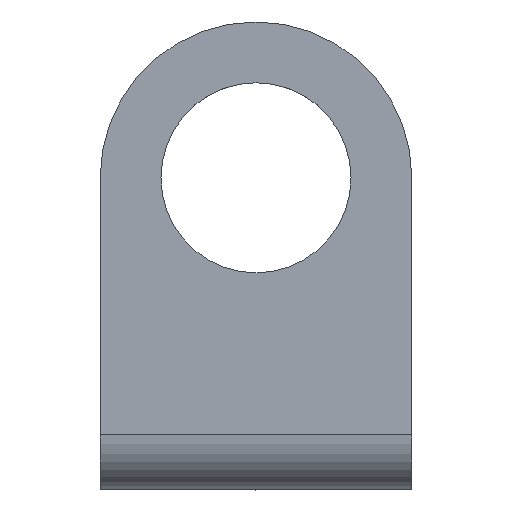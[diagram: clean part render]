
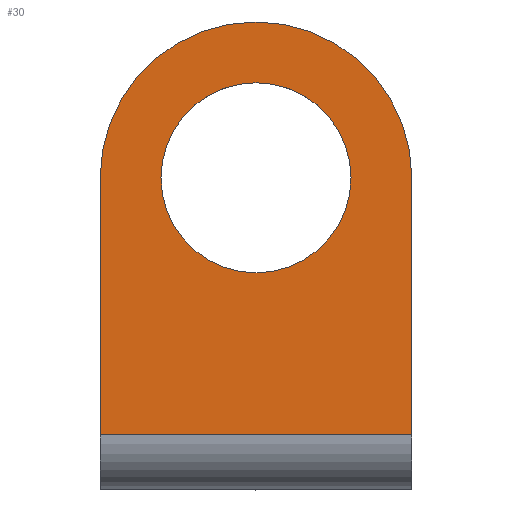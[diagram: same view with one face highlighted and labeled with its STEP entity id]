
A CAD part, top view. The second image highlights one B-rep face of the part: STEP entity #30.
In plain terms, the highlighted planar face has unit normal (0, 0, 1).
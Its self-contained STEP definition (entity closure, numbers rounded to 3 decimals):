
#17 = ORIENTED_EDGE ( 'NONE', *, *, #44, .T. ) ;
#18 = ORIENTED_EDGE ( 'NONE', *, *, #28, .F. ) ;
#19 = ORIENTED_EDGE ( 'NONE', *, *, #312, .F. ) ;
#20 = VERTEX_POINT ( 'NONE', #347 ) ;
#21 = EDGE_LOOP ( 'NONE', ( #18, #19 ) ) ;
#22 = VERTEX_POINT ( 'NONE', #346 ) ;
#23 = ORIENTED_EDGE ( 'NONE', *, *, #24, .T. ) ;
#24 = EDGE_CURVE ( 'NONE', #22, #20, #345, .T. ) ;
#25 = EDGE_LOOP ( 'NONE', ( #26, #23, #17, #43, #40 ) ) ;
#26 = ORIENTED_EDGE ( 'NONE', *, *, #27, .T. ) ;
#27 = EDGE_CURVE ( 'NONE', #927, #22, #340, .T. ) ;
#28 = EDGE_CURVE ( 'NONE', #313, #257, #335, .T. ) ;
#30 = ADVANCED_FACE ( 'NONE', ( #325, #324 ), #323, .F. ) ;
#40 = ORIENTED_EDGE ( 'NONE', *, *, #928, .F. ) ;
#41 = EDGE_CURVE ( 'NONE', #117, #959, #369, .T. ) ;
#43 = ORIENTED_EDGE ( 'NONE', *, *, #41, .F. ) ;
#44 = EDGE_CURVE ( 'NONE', #20, #959, #365, .T. ) ;
#117 = VERTEX_POINT ( 'NONE', #506 ) ;
#257 = VERTEX_POINT ( 'NONE', #676 ) ;
#312 = EDGE_CURVE ( 'NONE', #257, #313, #772, .T. ) ;
#313 = VERTEX_POINT ( 'NONE', #767 ) ;
#320 = DIRECTION ( 'NONE',  ( 0., 0., -1. ) ) ;
#321 = CARTESIAN_POINT ( 'NONE',  ( 10., 10., 0. ) ) ;
#322 = AXIS2_PLACEMENT_3D ( 'NONE', #321, #320, #382 ) ;
#323 = PLANE ( 'NONE',  #322 ) ;
#324 = FACE_OUTER_BOUND ( 'NONE', #25, .T. ) ;
#325 = FACE_BOUND ( 'NONE', #21, .T. ) ;
#331 = DIRECTION ( 'NONE',  ( 1., 0., 0. ) ) ;
#332 = DIRECTION ( 'NONE',  ( 0., 0., 1. ) ) ;
#333 = CARTESIAN_POINT ( 'NONE',  ( 0., 0., 0. ) ) ;
#334 = AXIS2_PLACEMENT_3D ( 'NONE', #333, #332, #331 ) ;
#335 = CIRCLE ( 'NONE', #334, 6.1 ) ;
#336 = DIRECTION ( 'NONE',  ( 0., 1., 0. ) ) ;
#337 = DIRECTION ( 'NONE',  ( 0., 0., 1. ) ) ;
#338 = CARTESIAN_POINT ( 'NONE',  ( 0., 0., 0. ) ) ;
#339 = AXIS2_PLACEMENT_3D ( 'NONE', #338, #337, #336 ) ;
#340 = CIRCLE ( 'NONE', #339, 10. ) ;
#341 = DIRECTION ( 'NONE',  ( 0., 1., 0. ) ) ;
#342 = DIRECTION ( 'NONE',  ( 0., 0., 1. ) ) ;
#343 = CARTESIAN_POINT ( 'NONE',  ( 0., 0., 0. ) ) ;
#344 = AXIS2_PLACEMENT_3D ( 'NONE', #343, #342, #341 ) ;
#345 = CIRCLE ( 'NONE', #344, 10. ) ;
#346 = CARTESIAN_POINT ( 'NONE',  ( 0., 10., 0. ) ) ;
#347 = CARTESIAN_POINT ( 'NONE',  ( -10., 0., 0. ) ) ;
#362 = DIRECTION ( 'NONE',  ( 0., -1., 0. ) ) ;
#363 = VECTOR ( 'NONE', #362, 1000. ) ;
#364 = CARTESIAN_POINT ( 'NONE',  ( -10., 10., 0. ) ) ;
#365 = LINE ( 'NONE', #364, #363 ) ;
#366 = DIRECTION ( 'NONE',  ( -1., 0., 0. ) ) ;
#367 = VECTOR ( 'NONE', #366, 1000. ) ;
#368 = CARTESIAN_POINT ( 'NONE',  ( 10., -16.5, 0. ) ) ;
#369 = LINE ( 'NONE', #368, #367 ) ;
#382 = DIRECTION ( 'NONE',  ( 0., 1., 0. ) ) ;
#506 = CARTESIAN_POINT ( 'NONE',  ( 10., -16.5, 0. ) ) ;
#676 = CARTESIAN_POINT ( 'NONE',  ( -6.1, 0., 0. ) ) ;
#767 = CARTESIAN_POINT ( 'NONE',  ( 6.1, 0., 0. ) ) ;
#768 = DIRECTION ( 'NONE',  ( 1., 0., 0. ) ) ;
#769 = DIRECTION ( 'NONE',  ( 0., 0., 1. ) ) ;
#770 = CARTESIAN_POINT ( 'NONE',  ( 0., 0., 0. ) ) ;
#771 = AXIS2_PLACEMENT_3D ( 'NONE', #770, #769, #768 ) ;
#772 = CIRCLE ( 'NONE', #771, 6.1 ) ;
#851 = DIRECTION ( 'NONE',  ( 0., -1., 0. ) ) ;
#852 = VECTOR ( 'NONE', #851, 1000. ) ;
#853 = CARTESIAN_POINT ( 'NONE',  ( 10., 10., 0. ) ) ;
#854 = LINE ( 'NONE', #853, #852 ) ;
#855 = CARTESIAN_POINT ( 'NONE',  ( 10., 0., 0. ) ) ;
#862 = CARTESIAN_POINT ( 'NONE',  ( -10., -16.5, 0. ) ) ;
#927 = VERTEX_POINT ( 'NONE', #855 ) ;
#928 = EDGE_CURVE ( 'NONE', #927, #117, #854, .T. ) ;
#959 = VERTEX_POINT ( 'NONE', #862 ) ;
